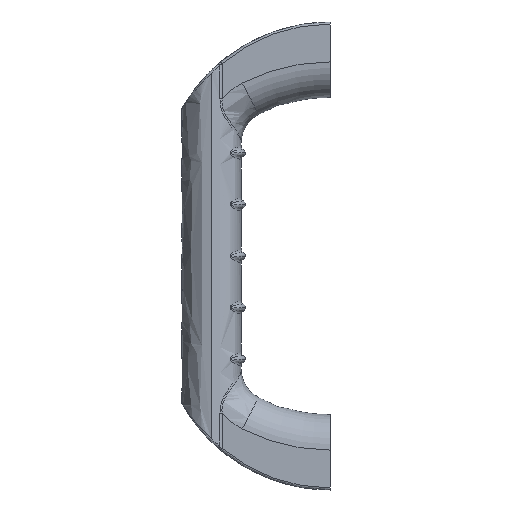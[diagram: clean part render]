
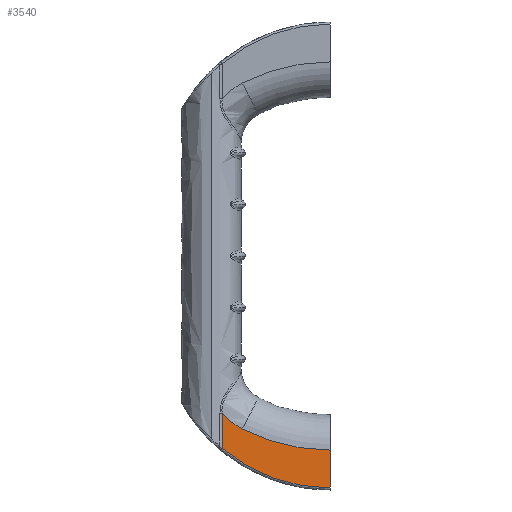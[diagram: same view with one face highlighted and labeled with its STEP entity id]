
A CAD part, left-side view. The second image highlights one B-rep face of the part: STEP entity #3540.
In plain terms, the highlighted planar face has unit normal (-1, 0, 0).
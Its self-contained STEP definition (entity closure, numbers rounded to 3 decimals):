
#859 = CARTESIAN_POINT ( 'NONE',  ( -18., -13.677, -86.275 ) ) ;
#1234 = ORIENTED_EDGE ( 'NONE', *, *, #10839, .T. ) ;
#1421 = FACE_OUTER_BOUND ( 'NONE', #16694, .T. ) ;
#1743 = CARTESIAN_POINT ( 'NONE',  ( -18., -5.384, -97.107 ) ) ;
#2097 = VERTEX_POINT ( 'NONE', #19409 ) ;
#2602 = DIRECTION ( 'NONE',  ( 0., 0., -1. ) ) ;
#2615 = CARTESIAN_POINT ( 'NONE',  ( -18., -6.867, -80.885 ) ) ;
#2686 = DIRECTION ( 'NONE',  ( 1., 0., 0. ) ) ;
#3317 = AXIS2_PLACEMENT_3D ( 'NONE', #19964, #21480, #16554 ) ;
#3540 = ADVANCED_FACE ( 'NONE', ( #1421 ), #21601, .F. ) ;
#3712 = CARTESIAN_POINT ( 'NONE',  ( -18., -5.384, -79.257 ) ) ;
#4164 = EDGE_CURVE ( 'NONE', #2097, #17904, #17146, .T. ) ;
#5060 = CIRCLE ( 'NONE', #17322, 97.9 ) ;
#5473 = ORIENTED_EDGE ( 'NONE', *, *, #16542, .F. ) ;
#5707 = CIRCLE ( 'NONE', #20071, 84.92 ) ;
#6731 = ORIENTED_EDGE ( 'NONE', *, *, #11508, .T. ) ;
#7421 = CARTESIAN_POINT ( 'NONE',  ( -18., -5.384, 0. ) ) ;
#7455 = ORIENTED_EDGE ( 'NONE', *, *, #4164, .T. ) ;
#7554 = CARTESIAN_POINT ( 'NONE',  ( -18., -11.843, -85.105 ) ) ;
#8595 = VECTOR ( 'NONE', #19994, 1000. ) ;
#8605 = DIRECTION ( 'NONE',  ( -1., 0., 0. ) ) ;
#9419 = CARTESIAN_POINT ( 'NONE',  ( -18., -8.452, -82.39 ) ) ;
#10015 = CARTESIAN_POINT ( 'NONE',  ( -18., -60., -118. ) ) ;
#10839 = EDGE_CURVE ( 'NONE', #14971, #11390, #5707, .T. ) ;
#10948 = CARTESIAN_POINT ( 'NONE',  ( -18., -15.639, -87.273 ) ) ;
#11390 = VERTEX_POINT ( 'NONE', #13796 ) ;
#11508 = EDGE_CURVE ( 'NONE', #17904, #14971, #12352, .T. ) ;
#12352 = LINE ( 'NONE', #7421, #12718 ) ;
#12718 = VECTOR ( 'NONE', #2602, 1000. ) ;
#12799 = CARTESIAN_POINT ( 'NONE',  ( -18., -9.277, -83.1 ) ) ;
#12809 = VERTEX_POINT ( 'NONE', #20780 ) ;
#12868 = CARTESIAN_POINT ( 'NONE',  ( -18., -60., 0. ) ) ;
#13796 = CARTESIAN_POINT ( 'NONE',  ( -18., -60., -117. ) ) ;
#14561 = CARTESIAN_POINT ( 'NONE',  ( -18., -6.104, -80.088 ) ) ;
#14971 = VERTEX_POINT ( 'NONE', #1743 ) ;
#15602 = CARTESIAN_POINT ( 'NONE',  ( -18., -60., -32.08 ) ) ;
#16003 = CARTESIAN_POINT ( 'NONE',  ( -18., -5.384, -79.257 ) ) ;
#16429 = EDGE_CURVE ( 'NONE', #12809, #2097, #5060, .T. ) ;
#16486 = LINE ( 'NONE', #10015, #8595 ) ;
#16542 = EDGE_CURVE ( 'NONE', #12809, #11390, #16486, .T. ) ;
#16554 = DIRECTION ( 'NONE',  ( 0., 1., 0. ) ) ;
#16694 = EDGE_LOOP ( 'NONE', ( #6731, #1234, #5473, #21413, #7455 ) ) ;
#17146 = B_SPLINE_CURVE_WITH_KNOTS ( 'NONE', 3,
 ( #10948, #859, #7554, #12799, #9419, #2615, #14561, #16003 ),
 .UNSPECIFIED., .F., .F.,
 ( 4, 2, 2, 4 ),
 ( 0., 0.007, 0.01, 0.013 ),
 .UNSPECIFIED. ) ;
#17322 = AXIS2_PLACEMENT_3D ( 'NONE', #12868, #2686, #21304 ) ;
#17904 = VERTEX_POINT ( 'NONE', #3712 ) ;
#18887 = DIRECTION ( 'NONE',  ( 0., 0., -1. ) ) ;
#19409 = CARTESIAN_POINT ( 'NONE',  ( -18., -15.639, -87.273 ) ) ;
#19964 = CARTESIAN_POINT ( 'NONE',  ( -18., -60., 0. ) ) ;
#19994 = DIRECTION ( 'NONE',  ( 0., 0., -1. ) ) ;
#20071 = AXIS2_PLACEMENT_3D ( 'NONE', #15602, #8605, #18887 ) ;
#20780 = CARTESIAN_POINT ( 'NONE',  ( -18., -60., -97.9 ) ) ;
#21304 = DIRECTION ( 'NONE',  ( 0., 0., -1. ) ) ;
#21413 = ORIENTED_EDGE ( 'NONE', *, *, #16429, .T. ) ;
#21480 = DIRECTION ( 'NONE',  ( 1., 0., 0. ) ) ;
#21601 = PLANE ( 'NONE',  #3317 ) ;
